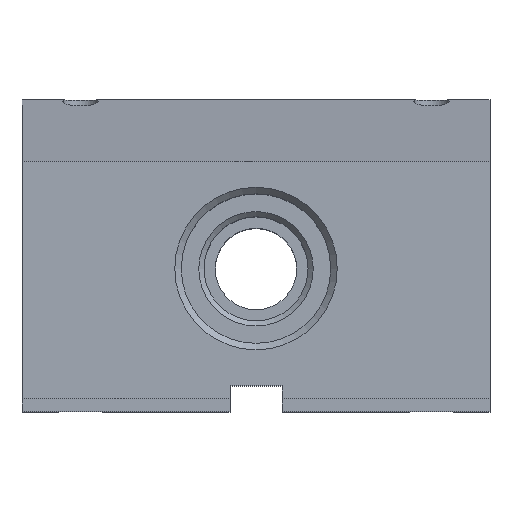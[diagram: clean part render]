
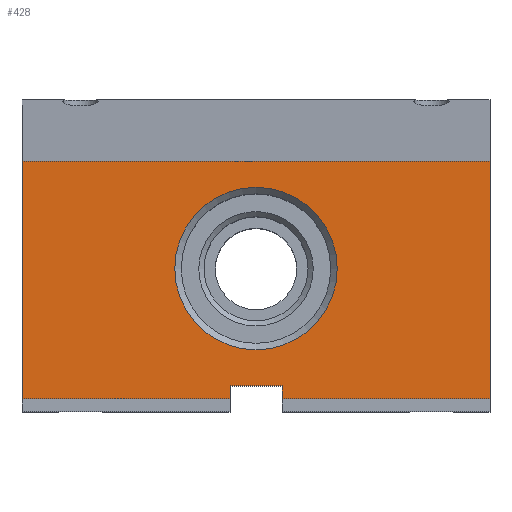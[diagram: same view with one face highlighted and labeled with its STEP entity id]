
A CAD part, top view. The second image highlights one B-rep face of the part: STEP entity #428.
In plain terms, the highlighted planar face has unit normal (0, 0, 1).
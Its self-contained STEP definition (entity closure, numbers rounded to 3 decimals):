
#428 = ADVANCED_FACE( '', ( #959, #960 ), #961, .F. );
#959 = FACE_BOUND( '', #1608, .T. );
#960 = FACE_OUTER_BOUND( '', #1609, .T. );
#961 = PLANE( '', #1610 );
#1608 = EDGE_LOOP( '', ( #2778 ) );
#1609 = EDGE_LOOP( '', ( #2779, #2780, #2781, #2782, #2783, #2784, #2785, #2786 ) );
#1610 = AXIS2_PLACEMENT_3D( '', #2787, #2788, #2789 );
#2778 = ORIENTED_EDGE( '', *, *, #4370, .T. );
#2779 = ORIENTED_EDGE( '', *, *, #4385, .F. );
#2780 = ORIENTED_EDGE( '', *, *, #4204, .F. );
#2781 = ORIENTED_EDGE( '', *, *, #4386, .T. );
#2782 = ORIENTED_EDGE( '', *, *, #4387, .T. );
#2783 = ORIENTED_EDGE( '', *, *, #4388, .F. );
#2784 = ORIENTED_EDGE( '', *, *, #4389, .F. );
#2785 = ORIENTED_EDGE( '', *, *, #4259, .F. );
#2786 = ORIENTED_EDGE( '', *, *, #4009, .F. );
#2787 = CARTESIAN_POINT( '', ( 36., 24., 20. ) );
#2788 = DIRECTION( '', ( 0., 0., -1. ) );
#2789 = DIRECTION( '', ( 0., 1., 0. ) );
#4009 = EDGE_CURVE( '', #4833, #4835, #4836, .T. );
#4204 = EDGE_CURVE( '', #5173, #5162, #5175, .T. );
#4259 = EDGE_CURVE( '', #4835, #5254, #5257, .T. );
#4370 = EDGE_CURVE( '', #5433, #5433, #5434, .T. );
#4385 = EDGE_CURVE( '', #5162, #4833, #5454, .T. );
#4386 = EDGE_CURVE( '', #5173, #5455, #5456, .T. );
#4387 = EDGE_CURVE( '', #5455, #5457, #5458, .T. );
#4388 = EDGE_CURVE( '', #5459, #5457, #5460, .T. );
#4389 = EDGE_CURVE( '', #5254, #5459, #5461, .T. );
#4833 = VERTEX_POINT( '', #6038 );
#4835 = VERTEX_POINT( '', #6041 );
#4836 = LINE( '', #6042, #6043 );
#5162 = VERTEX_POINT( '', #6519 );
#5173 = VERTEX_POINT( '', #6536 );
#5175 = LINE( '', #6539, #6540 );
#5254 = VERTEX_POINT( '', #6655 );
#5257 = LINE( '', #6660, #6661 );
#5433 = VERTEX_POINT( '', #6928 );
#5434 = CIRCLE( '', #6929, 12.5 );
#5454 = LINE( '', #6954, #6955 );
#5455 = VERTEX_POINT( '', #6956 );
#5456 = LINE( '', #6957, #6958 );
#5457 = VERTEX_POINT( '', #6959 );
#5458 = LINE( '', #6960, #6961 );
#5459 = VERTEX_POINT( '', #6962 );
#5460 = LINE( '', #6963, #6964 );
#5461 = LINE( '', #6965, #6966 );
#6038 = CARTESIAN_POINT( '', ( 4., -22., 20. ) );
#6041 = CARTESIAN_POINT( '', ( 4., -20., 20. ) );
#6042 = CARTESIAN_POINT( '', ( 4., -24., 20. ) );
#6043 = VECTOR( '', #7603, 1000. );
#6519 = CARTESIAN_POINT( '', ( 36., -22., 20. ) );
#6536 = CARTESIAN_POINT( '', ( 36., 14.5, 20. ) );
#6539 = CARTESIAN_POINT( '', ( 36., 24., 20. ) );
#6540 = VECTOR( '', #7782, 1000. );
#6655 = CARTESIAN_POINT( '', ( -4., -20., 20. ) );
#6660 = CARTESIAN_POINT( '', ( 4., -20., 20. ) );
#6661 = VECTOR( '', #7824, 1000. );
#6928 = CARTESIAN_POINT( '', ( 0., 10.5, 20. ) );
#6929 = AXIS2_PLACEMENT_3D( '', #7922, #7923, #7924 );
#6954 = CARTESIAN_POINT( '', ( 36., -22., 20. ) );
#6955 = VECTOR( '', #7939, 1000. );
#6956 = CARTESIAN_POINT( '', ( -36., 14.5, 20. ) );
#6957 = CARTESIAN_POINT( '', ( 36., 14.5, 20. ) );
#6958 = VECTOR( '', #7940, 1000. );
#6959 = CARTESIAN_POINT( '', ( -36., -22., 20. ) );
#6960 = CARTESIAN_POINT( '', ( -36., 24., 20. ) );
#6961 = VECTOR( '', #7941, 1000. );
#6962 = CARTESIAN_POINT( '', ( -4., -22., 20. ) );
#6963 = CARTESIAN_POINT( '', ( 36., -22., 20. ) );
#6964 = VECTOR( '', #7942, 1000. );
#6965 = CARTESIAN_POINT( '', ( -4., -20., 20. ) );
#6966 = VECTOR( '', #7943, 1000. );
#7603 = DIRECTION( '', ( 0., 1., 0. ) );
#7782 = DIRECTION( '', ( 0., -1., 0. ) );
#7824 = DIRECTION( '', ( -1., 0., 0. ) );
#7922 = CARTESIAN_POINT( '', ( 0., -2., 20. ) );
#7923 = DIRECTION( '', ( 0., 0., -1. ) );
#7924 = DIRECTION( '', ( 0., 1., 0. ) );
#7939 = DIRECTION( '', ( -1., 0., 0. ) );
#7940 = DIRECTION( '', ( -1., 0., 0. ) );
#7941 = DIRECTION( '', ( 0., -1., 0. ) );
#7942 = DIRECTION( '', ( -1., 0., 0. ) );
#7943 = DIRECTION( '', ( 0., -1., 0. ) );
